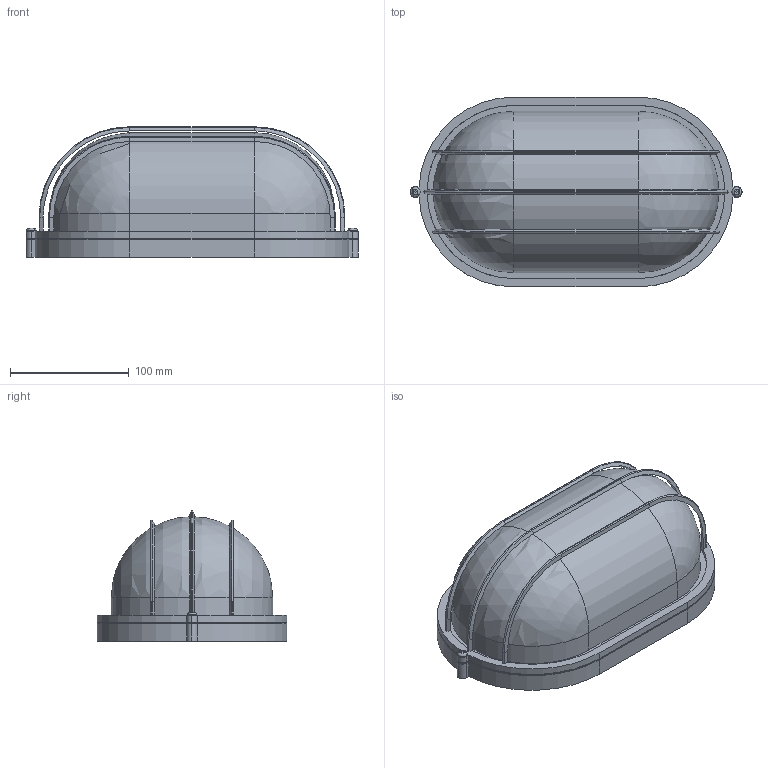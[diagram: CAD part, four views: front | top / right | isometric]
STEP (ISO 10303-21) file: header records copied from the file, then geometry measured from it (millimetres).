
FILE_DESCRIPTION (( 'STEP AP214' ), '1' );
FILE_NAME ('LNPP0-1206-1-100-K02 Ñâåòèëüíèê ÍÏÏ1206 ÷åðíûé_îâàë ñåòêà 100Âò IP54 ÈÝÊ.STEP', '2017-06-23T07:31:59', ( '' ), ( '' ), 'SwSTEP 2.0', 'SolidWorks 2014', '' );
FILE_SCHEMA (( 'AUTOMOTIVE_DESIGN' ));
Length unit declared in the file: millimetre
Products named in the file (1): LNPP0-1206-1-100-K02 Ñâåòèëüíèê ÍÏÏ1206 ÷åðíûé_îâàë ñåòêà  100Âò IP54  ÈÝÊ
Bounding box: 280 x 160 x 110 mm (x, y, z)
Volume: 2382084.9 mm3; surface area: 146702.9 mm2
Topology: 1 solids, 1 shells, 188 faces, 484 edges, 299 vertices
Faces by surface type: plane 88, cylinder 63, torus 16, cone 12, sphere 9
Entity records: 5782 total; most frequent: CARTESIAN_POINT 1104, DIRECTION 1018, ORIENTED_EDGE 954, EDGE_CURVE 477, AXIS2_PLACEMENT_3D 380, VERTEX_POINT 298, VECTOR 258, LINE 258
